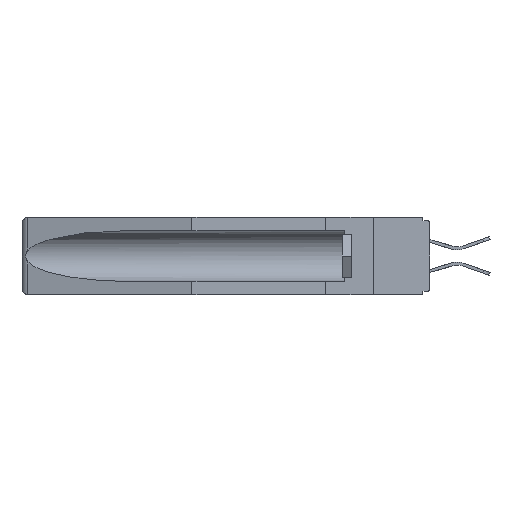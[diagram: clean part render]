
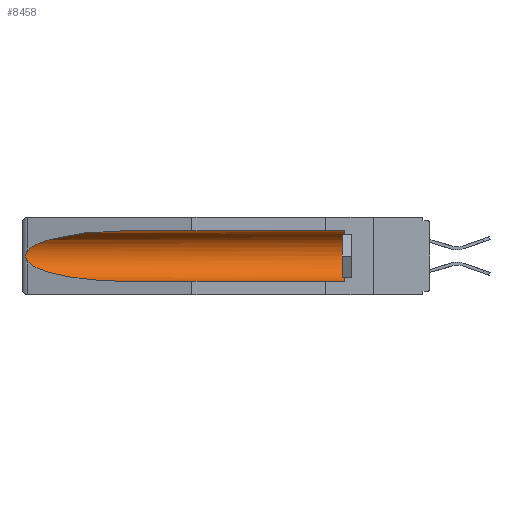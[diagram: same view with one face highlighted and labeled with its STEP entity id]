
A CAD part, left-side view. The second image highlights one B-rep face of the part: STEP entity #8458.
In plain terms, the highlighted cylindrical face has radius 2.857 mm (diameter 5.715 mm), a partial arc.
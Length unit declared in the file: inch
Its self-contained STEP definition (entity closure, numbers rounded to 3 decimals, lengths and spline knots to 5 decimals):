
#725 = CARTESIAN_POINT ( 'NONE',  ( 0.26537, 1.52718, -0.19328 ) ) ;
#1170 = CARTESIAN_POINT ( 'NONE',  ( 0.21114, 1.30732, -0.059 ) ) ;
#1270 = CARTESIAN_POINT ( 'NONE',  ( 0.155, -0.30754, -0.1715 ) ) ;
#1660 = CARTESIAN_POINT ( 'NONE',  ( 0.26537, 1.52718, -0.19328 ) ) ;
#1746 = ORIENTED_EDGE ( 'NONE', *, *, #18654, .T. ) ;
#1757 = CARTESIAN_POINT ( 'NONE',  ( 0.2673, 1.53269, -0.17917 ) ) ;
#1928 = CARTESIAN_POINT ( 'NONE',  ( 0.26597, 1.52961, -0.15275 ) ) ;
#2114 = EDGE_LOOP ( 'NONE', ( #1746, #21178, #10565, #18703, #12112, #25052 ) ) ;
#2984 = LINE ( 'NONE', #7904, #24716 ) ;
#3394 = DIRECTION ( 'NONE',  ( 0., 1., 0. ) ) ;
#3736 = CARTESIAN_POINT ( 'NONE',  ( 0.155, 1.07973, -0.284 ) ) ;
#4022 = EDGE_CURVE ( 'NONE', #12933, #12417, #5026, .T. ) ;
#4222 = CARTESIAN_POINT ( 'NONE',  ( 0.26537, 1.52718, -0.14972 ) ) ;
#5026 = CIRCLE ( 'NONE', #24376, 0.1125 ) ;
#5625 = CARTESIAN_POINT ( 'NONE',  ( 0.21114, 1.30732, -0.284 ) ) ;
#6021 = CARTESIAN_POINT ( 'NONE',  ( 0.26654, 1.53092, -0.15636 ) ) ;
#6577 = DIRECTION ( 'NONE',  ( 0., 1., 0. ) ) ;
#7726 = CARTESIAN_POINT ( 'NONE',  ( 0.26537, 1.52718, -0.14972 ) ) ;
#7808 =( BOUNDED_CURVE ( )  B_SPLINE_CURVE ( 3, ( #13205, #1170, #15339, #19444 ),
 .UNSPECIFIED., .F., .F. ) 
 B_SPLINE_CURVE_WITH_KNOTS ( ( 4, 4 ),
 ( 4.71239, 6.08839 ),
 .UNSPECIFIED. ) 
 CURVE ( )  GEOMETRIC_REPRESENTATION_ITEM ( )  RATIONAL_B_SPLINE_CURVE ( ( 1., 0.848, 0.848, 1. ) ) 
 REPRESENTATION_ITEM ( '' )  );
#7904 = CARTESIAN_POINT ( 'NONE',  ( 0.155, -0.30754, -0.284 ) ) ;
#7910 = CARTESIAN_POINT ( 'NONE',  ( 0.2675, 1.53308, -0.16763 ) ) ;
#8194 = CARTESIAN_POINT ( 'NONE',  ( 0.155, 0.126, -0.1715 ) ) ;
#8458 = ADVANCED_FACE ( 'NONE', ( #10859 ), #15674, .F. ) ;
#8653 = CARTESIAN_POINT ( 'NONE',  ( 0.155, 1.07973, -0.059 ) ) ;
#9060 = EDGE_CURVE ( 'NONE', #16547, #9309, #24482, .T. ) ;
#9309 = VERTEX_POINT ( 'NONE', #16605 ) ;
#9581 = DIRECTION ( 'NONE',  ( 0., 1., 0. ) ) ;
#10565 = ORIENTED_EDGE ( 'NONE', *, *, #9060, .T. ) ;
#10859 = FACE_OUTER_BOUND ( 'NONE', #2114, .T. ) ;
#11339 = VECTOR ( 'NONE', #9581, 39.37008 ) ;
#11390 = VERTEX_POINT ( 'NONE', #8653 ) ;
#11667 = EDGE_CURVE ( 'NONE', #12417, #11390, #22199, .T. ) ;
#12112 = ORIENTED_EDGE ( 'NONE', *, *, #4022, .T. ) ;
#12417 = VERTEX_POINT ( 'NONE', #17361 ) ;
#12422 = DIRECTION ( 'NONE',  ( 0., 0., 1. ) ) ;
#12933 = VERTEX_POINT ( 'NONE', #17631 ) ;
#13205 = CARTESIAN_POINT ( 'NONE',  ( 0.155, 1.07973, -0.059 ) ) ;
#14780 = EDGE_CURVE ( 'NONE', #12933, #9309, #2984, .T. ) ;
#15339 = CARTESIAN_POINT ( 'NONE',  ( 0.25451, 1.48313, -0.09465 ) ) ;
#15510 = AXIS2_PLACEMENT_3D ( 'NONE', #1270, #3394, #19454 ) ;
#15643 = VERTEX_POINT ( 'NONE', #4222 ) ;
#15674 = CYLINDRICAL_SURFACE ( 'NONE', #15510, 0.1125 ) ;
#16547 = VERTEX_POINT ( 'NONE', #725 ) ;
#16605 = CARTESIAN_POINT ( 'NONE',  ( 0.155, 1.07973, -0.284 ) ) ;
#17361 = CARTESIAN_POINT ( 'NONE',  ( 0.155, 0.126, -0.059 ) ) ;
#17631 = CARTESIAN_POINT ( 'NONE',  ( 0.155, 0.126, -0.284 ) ) ;
#17953 = CARTESIAN_POINT ( 'NONE',  ( 0.2673, 1.5327, -0.16383 ) ) ;
#18654 = EDGE_CURVE ( 'NONE', #11390, #15643, #7808, .T. ) ;
#18703 = ORIENTED_EDGE ( 'NONE', *, *, #14780, .F. ) ;
#19444 = CARTESIAN_POINT ( 'NONE',  ( 0.26537, 1.52718, -0.14972 ) ) ;
#19454 = DIRECTION ( 'NONE',  ( 0., 0., 1. ) ) ;
#19638 = CARTESIAN_POINT ( 'NONE',  ( 0.155, -0.30754, -0.059 ) ) ;
#19798 = CARTESIAN_POINT ( 'NONE',  ( 0.26537, 1.52718, -0.19328 ) ) ;
#20115 = CARTESIAN_POINT ( 'NONE',  ( 0.26597, 1.5296, -0.19026 ) ) ;
#20213 = CARTESIAN_POINT ( 'NONE',  ( 0.26655, 1.53094, -0.18657 ) ) ;
#21178 = ORIENTED_EDGE ( 'NONE', *, *, #25631, .T. ) ;
#21885 = CARTESIAN_POINT ( 'NONE',  ( 0.25451, 1.48313, -0.24835 ) ) ;
#22006 = CARTESIAN_POINT ( 'NONE',  ( 0.2675, 1.53308, -0.17534 ) ) ;
#22199 = LINE ( 'NONE', #19638, #11339 ) ;
#22899 = B_SPLINE_CURVE_WITH_KNOTS ( 'NONE', 3,
 ( #7726, #1928, #6021, #17953, #7910, #22006, #1757, #20213, #20115, #1660 ),
 .UNSPECIFIED., .F., .F.,
 ( 4, 2, 2, 2, 4 ),
 ( 0., 0.00029, 0.00058, 0.00087, 0.00117 ),
 .UNSPECIFIED. ) ;
#24376 = AXIS2_PLACEMENT_3D ( 'NONE', #8194, #24485, #12422 ) ;
#24482 =( BOUNDED_CURVE ( )  B_SPLINE_CURVE ( 3, ( #19798, #21885, #5625, #3736 ),
 .UNSPECIFIED., .F., .F. ) 
 B_SPLINE_CURVE_WITH_KNOTS ( ( 4, 4 ),
 ( 0.1948, 1.5708 ),
 .UNSPECIFIED. ) 
 CURVE ( )  GEOMETRIC_REPRESENTATION_ITEM ( )  RATIONAL_B_SPLINE_CURVE ( ( 1., 0.848, 0.848, 1. ) ) 
 REPRESENTATION_ITEM ( '' )  );
#24485 = DIRECTION ( 'NONE',  ( 0., -1., 0. ) ) ;
#24716 = VECTOR ( 'NONE', #6577, 39.37008 ) ;
#25052 = ORIENTED_EDGE ( 'NONE', *, *, #11667, .T. ) ;
#25631 = EDGE_CURVE ( 'NONE', #15643, #16547, #22899, .T. ) ;
